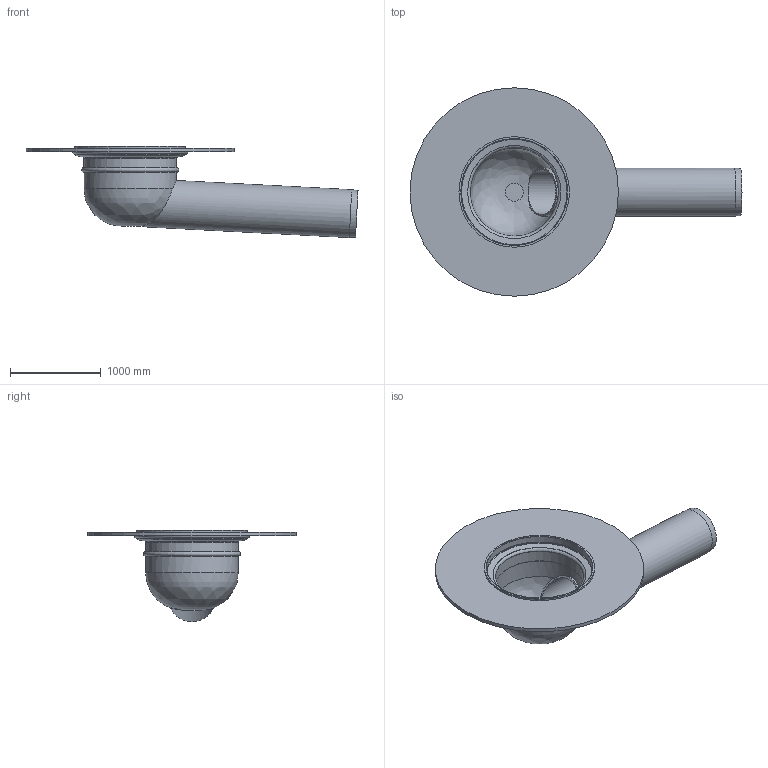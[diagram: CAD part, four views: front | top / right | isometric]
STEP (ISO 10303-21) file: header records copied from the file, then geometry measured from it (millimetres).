
FILE_DESCRIPTION(/* description */ (''),/* implementation_level */ '2;1');
FILE_NAME(/* name */ '16112.050X_3D.stp',/* time_stamp */ '2026-02-23T11:54:02+01:00',/* author */ ('c.rudolph'),/* organization */ (''),/* preprocessor_version */ 'ST-DEVELOPER v20.1',/* originating_system */ 'AutoCAD Mechanical',/* authorisation */ '');
FILE_SCHEMA (('AUTOMOTIVE_DESIGN { 1 0 10303 214 3 1 1 }'));
Length unit declared in the file: centimetre
Products named in the file (1): Product
Bounding box: 3663.55 x 2300 x 1006.73 mm (x, y, z)
Volume: 253486207.4 mm3; surface area: 22461968.4 mm2
Topology: 6 solids, 7 shells, 46 faces, 113 edges, 78 vertices
Faces by surface type: cylinder 16, plane 12, torus 10, cone 6, bspline 2
Full cylindrical faces by diameter (mm): 494 x1, 530 x1, 974 x2, 980 x2, 1020 x3, 1174 x1, 1180 x2, 1220 x2, 2300 x1
Entity records: 1706 total; most frequent: CARTESIAN_POINT 510, DIRECTION 273, ORIENTED_EDGE 216, AXIS2_PLACEMENT_3D 125, EDGE_CURVE 109, CIRCLE 76, VERTEX_POINT 72, EDGE_LOOP 55
